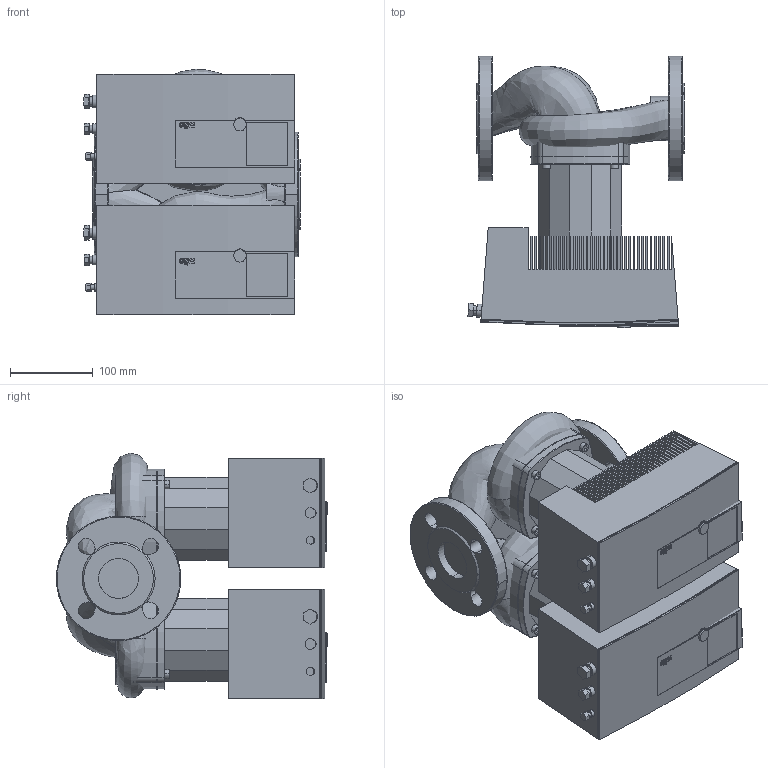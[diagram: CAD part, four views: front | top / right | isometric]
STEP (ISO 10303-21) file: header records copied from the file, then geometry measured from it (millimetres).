
FILE_DESCRIPTION((''),'2;1');
FILE_NAME('3d_Stratos-D40_1-12(DE)-2095514.stp','2017-09-28T12:38:55',(''),(''),'Mechanical Desktop 2009','Mechanical Desktop 2009',', , ');
FILE_SCHEMA(('CONFIG_CONTROL_DESIGN'));
Length unit declared in the file: millimetre
Products named in the file (1): Product
Bounding box: 260.53 x 327 x 295.93 mm (x, y, z)
Volume: 11210397.8 mm3; surface area: 1669584.7 mm2
Topology: 35 solids, 35 shells, 837 faces, 2293 edges, 1556 vertices
Faces by surface type: plane 548, bspline 142, cylinder 109, cone 34, torus 4
Full cylindrical faces by diameter (mm): 53.3 x1
Entity records: 39597 total; most frequent: CARTESIAN_POINT 18586, ORIENTED_EDGE 4586, DIRECTION 3852, EDGE_CURVE 2293, VECTOR 1784, LINE 1784, VERTEX_POINT 1556, AXIS2_PLACEMENT_3D 1034
